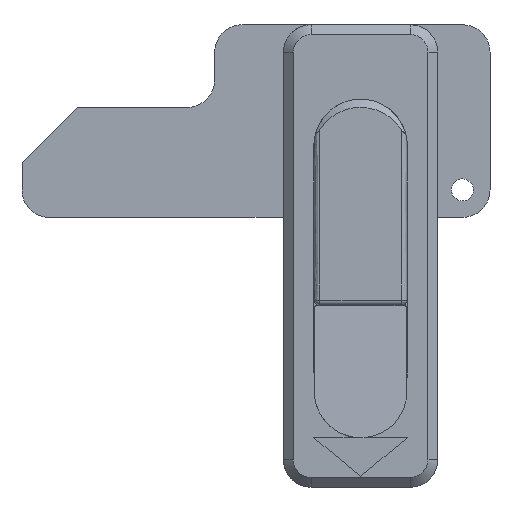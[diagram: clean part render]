
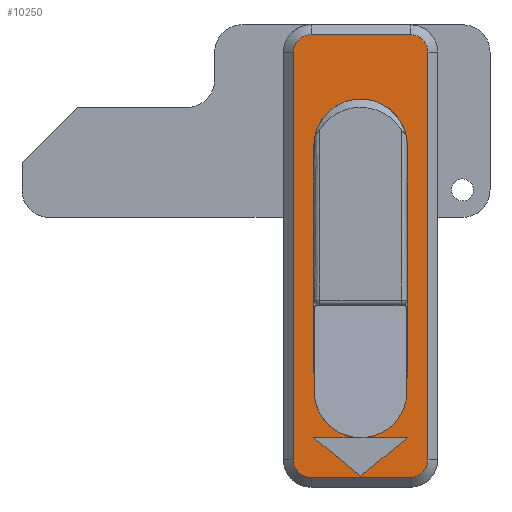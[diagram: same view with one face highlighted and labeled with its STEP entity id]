
A CAD part, front view. The second image highlights one B-rep face of the part: STEP entity #10250.
In plain terms, the highlighted free-form (B-spline) face has degree [1, 1] with [2, 2] control points.
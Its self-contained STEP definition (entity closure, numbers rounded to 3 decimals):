
#7693=CARTESIAN_POINT('',(-15.0,0.,-57.0));
#7694=VERTEX_POINT('',#7693);
#7700=CARTESIAN_POINT('',(-15.0,-8.5,-50.0));
#7701=VERTEX_POINT('',#7700);
#7702=CARTESIAN_POINT('',(-15.0,0.,-57.0));
#7703=CARTESIAN_POINT('',(-15.0,-8.5,-50.0));
#7704=QUASI_UNIFORM_CURVE('',1,(#7702,#7703),.UNSPECIFIED.,.F.,.U.);
#7705=EDGE_CURVE('',#7694,#7701,#7704,.T.);
#7721=CARTESIAN_POINT('',(-15.0,8.5,-50.0));
#7722=VERTEX_POINT('',#7721);
#7728=CARTESIAN_POINT('',(-15.0,8.5,-50.0));
#7729=CARTESIAN_POINT('',(-15.0,0.,-57.0));
#7730=QUASI_UNIFORM_CURVE('',1,(#7728,#7729),.UNSPECIFIED.,.F.,.U.);
#7731=EDGE_CURVE('',#7722,#7694,#7730,.T.);
#7744=CARTESIAN_POINT('',(-15.0,-8.5,-50.0));
#7745=CARTESIAN_POINT('',(-15.0,8.5,-50.0));
#7746=QUASI_UNIFORM_CURVE('',1,(#7744,#7745),.UNSPECIFIED.,.F.,.U.);
#7747=EDGE_CURVE('',#7701,#7722,#7746,.T.);
#8921=CARTESIAN_POINT('',(-15.0,8.5,-38.0));
#8922=VERTEX_POINT('',#8921);
#8923=CARTESIAN_POINT('',(-15.0,-8.5,-38.0));
#8924=VERTEX_POINT('',#8923);
#8925=CARTESIAN_POINT('',(-15.0,8.5,-38.0));
#8926=CARTESIAN_POINT('',(-15.,8.5,-46.5));
#8927=CARTESIAN_POINT('',(-15.0,0.0,-46.5));
#8928=CARTESIAN_POINT('',(-15.,-8.5,-46.5));
#8929=CARTESIAN_POINT('',(-15.0,-8.5,-38.0));
#8937=(BOUNDED_CURVE()B_SPLINE_CURVE(2,(#8925,#8926,#8927,#8928,#8929),.UNSPECIFIED.,.F.,.U.)B_SPLINE_CURVE_WITH_KNOTS((3,2,3),(0.0,0.5,1.0),.UNSPECIFIED.)CURVE()GEOMETRIC_REPRESENTATION_ITEM()RATIONAL_B_SPLINE_CURVE((1.0,0.707,1.0,0.707,1.0))REPRESENTATION_ITEM(''));
#8938=EDGE_CURVE('',#8922,#8924,#8937,.T.);
#8991=CARTESIAN_POINT('',(-15.0,-8.5,3.));
#8992=VERTEX_POINT('',#8991);
#8993=CARTESIAN_POINT('',(-15.0,-8.5,3.));
#8994=CARTESIAN_POINT('',(-15.0,-8.5,-38.0));
#8995=QUASI_UNIFORM_CURVE('',1,(#8993,#8994),.UNSPECIFIED.,.F.,.U.);
#8996=EDGE_CURVE('',#8992,#8924,#8995,.T.);
#9021=CARTESIAN_POINT('',(-15.0,8.5,3.));
#9022=VERTEX_POINT('',#9021);
#9028=CARTESIAN_POINT('',(-15.0,8.5,-38.0));
#9029=CARTESIAN_POINT('',(-15.0,8.5,3.));
#9030=QUASI_UNIFORM_CURVE('',1,(#9028,#9029),.UNSPECIFIED.,.F.,.U.);
#9031=EDGE_CURVE('',#8922,#9022,#9030,.T.);
#9285=CARTESIAN_POINT('',(-15.0,-12.23,-54.0));
#9286=VERTEX_POINT('',#9285);
#9301=CARTESIAN_POINT('',(-15.0,-12.23,20.));
#9302=VERTEX_POINT('',#9301);
#9308=CARTESIAN_POINT('',(-15.0,-12.23,-54.0));
#9309=CARTESIAN_POINT('',(-15.0,-12.23,20.));
#9310=QUASI_UNIFORM_CURVE('',1,(#9308,#9309),.UNSPECIFIED.,.F.,.U.);
#9311=EDGE_CURVE('',#9286,#9302,#9310,.T.);
#9332=CARTESIAN_POINT('',(-15.0,-9.0,23.23));
#9333=VERTEX_POINT('',#9332);
#9339=CARTESIAN_POINT('',(-15.0,-12.23,20.));
#9340=CARTESIAN_POINT('',(-15.,-12.23,23.23));
#9341=CARTESIAN_POINT('',(-15.0,-9.0,23.23));
#9349=(BOUNDED_CURVE()B_SPLINE_CURVE(2,(#9339,#9340,#9341),.UNSPECIFIED.,.F.,.U.)CURVE()GEOMETRIC_REPRESENTATION_ITEM()QUASI_UNIFORM_CURVE()RATIONAL_B_SPLINE_CURVE((1.0,0.707,1.0))REPRESENTATION_ITEM(''));
#9350=EDGE_CURVE('',#9302,#9333,#9349,.T.);
#9383=CARTESIAN_POINT('',(-15.0,-9.0,-57.23));
#9384=VERTEX_POINT('',#9383);
#9406=CARTESIAN_POINT('',(-15.0,-9.0,-57.23));
#9407=CARTESIAN_POINT('',(-15.,-12.23,-57.23));
#9408=CARTESIAN_POINT('',(-15.0,-12.23,-54.0));
#9416=(BOUNDED_CURVE()B_SPLINE_CURVE(2,(#9406,#9407,#9408),.UNSPECIFIED.,.F.,.U.)CURVE()GEOMETRIC_REPRESENTATION_ITEM()QUASI_UNIFORM_CURVE()RATIONAL_B_SPLINE_CURVE((1.0,0.707,1.0))REPRESENTATION_ITEM(''));
#9417=EDGE_CURVE('',#9384,#9286,#9416,.T.);
#9429=CARTESIAN_POINT('',(-15.0,9.0,23.23));
#9430=VERTEX_POINT('',#9429);
#9436=CARTESIAN_POINT('',(-15.0,-9.0,23.23));
#9437=CARTESIAN_POINT('',(-15.0,9.0,23.23));
#9438=QUASI_UNIFORM_CURVE('',1,(#9436,#9437),.UNSPECIFIED.,.F.,.U.);
#9439=EDGE_CURVE('',#9333,#9430,#9438,.T.);
#9455=CARTESIAN_POINT('',(-15.0,9.0,-57.23));
#9456=VERTEX_POINT('',#9455);
#9470=CARTESIAN_POINT('',(-15.0,9.0,-57.23));
#9471=CARTESIAN_POINT('',(-15.0,-9.0,-57.23));
#9472=QUASI_UNIFORM_CURVE('',1,(#9470,#9471),.UNSPECIFIED.,.F.,.U.);
#9473=EDGE_CURVE('',#9456,#9384,#9472,.T.);
#9494=CARTESIAN_POINT('',(-15.0,12.23,20.));
#9495=VERTEX_POINT('',#9494);
#9501=CARTESIAN_POINT('',(-15.0,9.0,23.23));
#9502=CARTESIAN_POINT('',(-15.,12.23,23.23));
#9503=CARTESIAN_POINT('',(-15.0,12.23,20.));
#9511=(BOUNDED_CURVE()B_SPLINE_CURVE(2,(#9501,#9502,#9503),.UNSPECIFIED.,.F.,.U.)CURVE()GEOMETRIC_REPRESENTATION_ITEM()QUASI_UNIFORM_CURVE()RATIONAL_B_SPLINE_CURVE((1.0,0.707,1.0))REPRESENTATION_ITEM(''));
#9512=EDGE_CURVE('',#9430,#9495,#9511,.T.);
#9545=CARTESIAN_POINT('',(-15.0,12.23,-54.0));
#9546=VERTEX_POINT('',#9545);
#9568=CARTESIAN_POINT('',(-15.0,12.23,-54.0));
#9569=CARTESIAN_POINT('',(-15.,12.23,-57.23));
#9570=CARTESIAN_POINT('',(-15.0,9.0,-57.23));
#9578=(BOUNDED_CURVE()B_SPLINE_CURVE(2,(#9568,#9569,#9570),.UNSPECIFIED.,.F.,.U.)CURVE()GEOMETRIC_REPRESENTATION_ITEM()QUASI_UNIFORM_CURVE()RATIONAL_B_SPLINE_CURVE((1.0,0.707,1.0))REPRESENTATION_ITEM(''));
#9579=EDGE_CURVE('',#9546,#9456,#9578,.T.);
#9596=CARTESIAN_POINT('',(-15.0,12.23,20.));
#9597=CARTESIAN_POINT('',(-15.0,12.23,-54.0));
#9598=QUASI_UNIFORM_CURVE('',1,(#9596,#9597),.UNSPECIFIED.,.F.,.U.);
#9599=EDGE_CURVE('',#9495,#9546,#9598,.T.);
#10146=CARTESIAN_POINT('',(-15.0,-8.5,3.));
#10147=CARTESIAN_POINT('',(-15.,-8.5,11.5));
#10148=CARTESIAN_POINT('',(-15.0,0.0,11.5));
#10149=CARTESIAN_POINT('',(-15.,8.5,11.5));
#10150=CARTESIAN_POINT('',(-15.0,8.5,3.));
#10158=(BOUNDED_CURVE()B_SPLINE_CURVE(2,(#10146,#10147,#10148,#10149,#10150),.UNSPECIFIED.,.F.,.U.)B_SPLINE_CURVE_WITH_KNOTS((3,2,3),(0.0,0.5,1.0),.UNSPECIFIED.)CURVE()GEOMETRIC_REPRESENTATION_ITEM()RATIONAL_B_SPLINE_CURVE((1.0,0.707,1.0,0.707,1.0))REPRESENTATION_ITEM(''));
#10159=EDGE_CURVE('',#8992,#9022,#10158,.T.);
#10224=CARTESIAN_POINT('',(-15.0,13.452,27.249));
#10225=CARTESIAN_POINT('',(-15.0,-13.452,27.249));
#10226=CARTESIAN_POINT('',(-15.0,13.452,-61.249));
#10227=CARTESIAN_POINT('',(-15.0,-13.452,-61.249));
#10228=B_SPLINE_SURFACE_WITH_KNOTS('',1,1,((#10224,#10226),(#10225,#10227)),.UNSPECIFIED.,.F.,.F.,.U.,(2,2),(2,2),(0.0,26.904),(0.0,88.498),.UNSPECIFIED.);
#10229=ORIENTED_EDGE('',*,*,#9417,.T.);
#10230=ORIENTED_EDGE('',*,*,#9311,.T.);
#10231=ORIENTED_EDGE('',*,*,#9350,.T.);
#10232=ORIENTED_EDGE('',*,*,#9439,.T.);
#10233=ORIENTED_EDGE('',*,*,#9512,.T.);
#10234=ORIENTED_EDGE('',*,*,#9599,.T.);
#10235=ORIENTED_EDGE('',*,*,#9579,.T.);
#10236=ORIENTED_EDGE('',*,*,#9473,.T.);
#10237=EDGE_LOOP('',(#10229,#10230,#10231,#10232,#10233,#10234,#10235,#10236));
#10238=FACE_OUTER_BOUND('',#10237,.T.);
#10239=ORIENTED_EDGE('',*,*,#8938,.F.);
#10240=ORIENTED_EDGE('',*,*,#9031,.T.);
#10241=ORIENTED_EDGE('',*,*,#10159,.F.);
#10242=ORIENTED_EDGE('',*,*,#8996,.T.);
#10243=EDGE_LOOP('',(#10239,#10240,#10241,#10242));
#10244=FACE_BOUND('',#10243,.T.);
#10245=ORIENTED_EDGE('',*,*,#7731,.F.);
#10246=ORIENTED_EDGE('',*,*,#7747,.F.);
#10247=ORIENTED_EDGE('',*,*,#7705,.F.);
#10248=EDGE_LOOP('',(#10245,#10246,#10247));
#10249=FACE_BOUND('',#10248,.T.);
#10250=ADVANCED_FACE('',(#10238,#10244,#10249),#10228,.F.);
